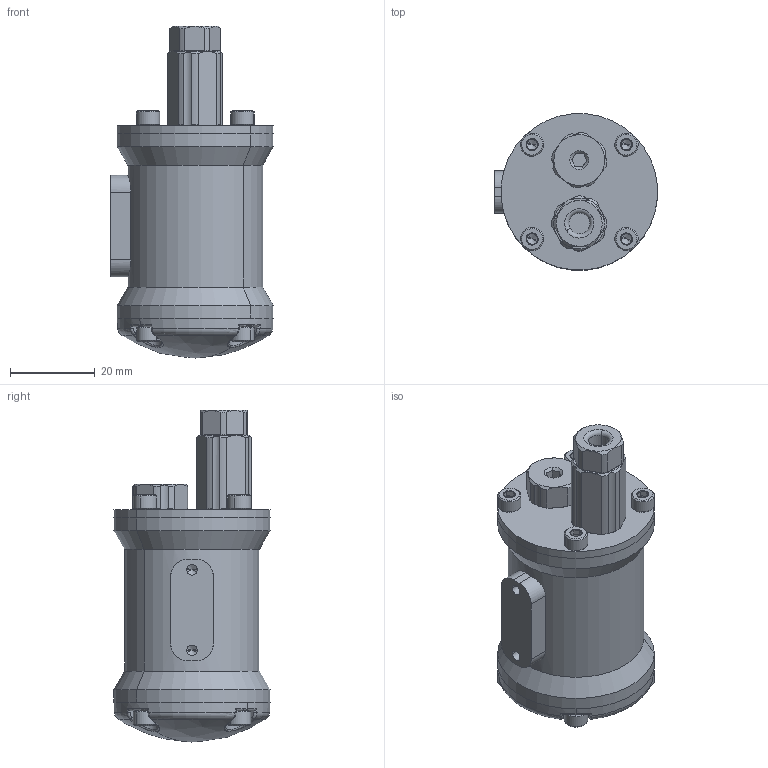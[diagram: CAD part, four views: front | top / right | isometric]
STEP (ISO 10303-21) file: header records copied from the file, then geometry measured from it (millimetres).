
FILE_DESCRIPTION (( 'STEP AP214' ), '1' );
FILE_NAME ('LUMEN-ASM-R3-PUBLIC.STEP', '2021-10-18T17:11:54', ( '' ), ( '' ), 'SwSTEP 2.0', 'SolidWorks 2020', '' );
FILE_SCHEMA (( 'AUTOMOTIVE_DESIGN' ));
Length unit declared in the file: millimetre
Products named in the file (12): WL-M06-BLANK-PUBLIC; ORING-1.5X7-BUNA-70A_9262K124; LUMEN-M-CASE-R2; LUMEN-M-FLANGE-CAP-R2; LUMEN-ASM-R3-PUBLIC; ORING-019-BUNA-70A_ORING-019-BUNA-70A; M3X0.5-5-ALUMINUM-SOCKET-HEAD-CAP-SCREW_91292A110; LUMEN-P-LENS-R3; ORING-021-BUNA-70A; M3X0.5-3-SS304-SET-SCREW_92015A101; LUMEN-PCB-LED-R2; WLP-M06-4.5MM-PUBLIC
Assembly tree (20 placements, depth 2):
  LUMEN-ASM-R3-PUBLIC
    LUMEN-M-CASE-R2
    LUMEN-M-FLANGE-CAP-R2
    LUMEN-P-LENS-R3
    LUMEN-PCB-LED-R2
    ORING-019-BUNA-70A_ORING-019-BUNA-70A
    ORING-021-BUNA-70A  x2
    ORING-1.5X7-BUNA-70A_9262K124
    M3X0.5-5-ALUMINUM-SOCKET-HEAD-CAP-SCREW_91292A110  x8
    M3X0.5-3-SS304-SET-SCREW_92015A101  x2
    WLP-M06-4.5MM-PUBLIC
    WL-M06-BLANK-PUBLIC
Bounding box: 38.41 x 36.86 x 78.39 mm (x, y, z)
Volume: 32921.8 mm3; surface area: 24626.4 mm2
Topology: 23 solids, 23 shells, 1190 faces, 2999 edges, 1849 vertices
Faces by surface type: cylinder 562, plane 266, cone 245, torus 63, bspline 48, sphere 6
Entity records: 28356 total; most frequent: CARTESIAN_POINT 12661, ORIENTED_EDGE 2954, DIRECTION 2825, EDGE_CURVE 1477, AXIS2_PLACEMENT_3D 1148, VERTEX_POINT 933, EDGE_LOOP 670, FACE_OUTER_BOUND 601
